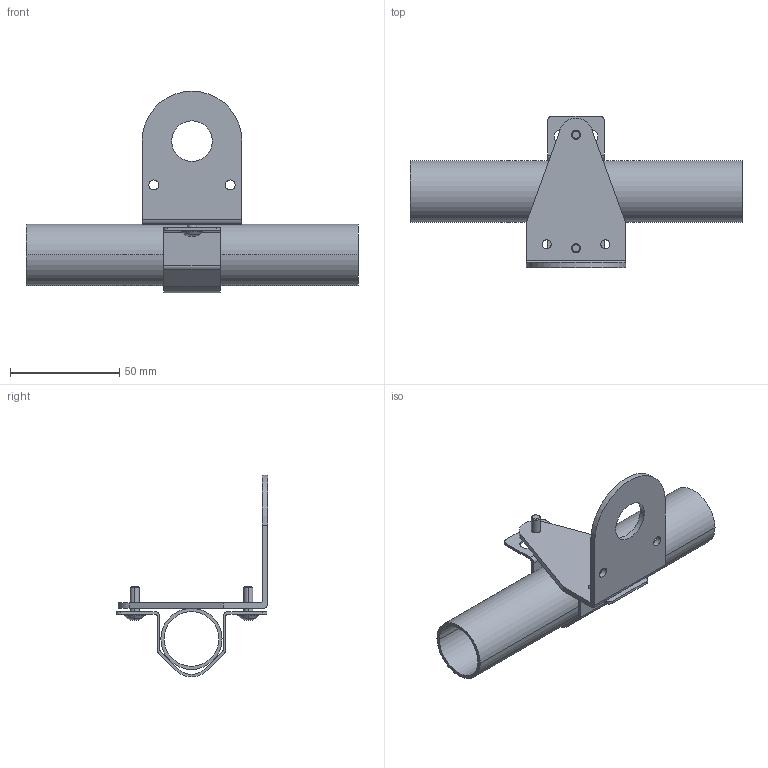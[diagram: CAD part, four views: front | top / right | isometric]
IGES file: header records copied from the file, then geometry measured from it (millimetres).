
Start section:  PTC IGES file: 156795.igs
Global section: file name: 156795.igs; native system: Pro/ENGINEER by Parametric Technology Corporation; preprocessor: 2009141; author: banengservice; organization: Unknown; date: 20111006.094611; units: inch
Bounding box: 152 x 69.48 x 92.3 mm (x, y, z)
Volume: 33770.4 mm3; surface area: 41593.1 mm2
Topology: 2 solids, 2 shells, 104 faces, 284 edges, 184 vertices
Faces by surface type: revolution 60, bspline 44
